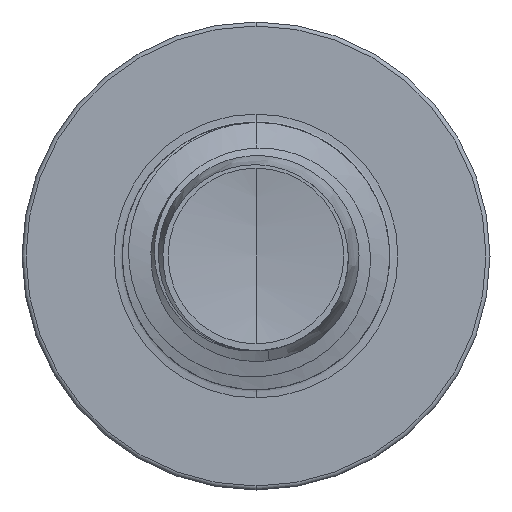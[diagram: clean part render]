
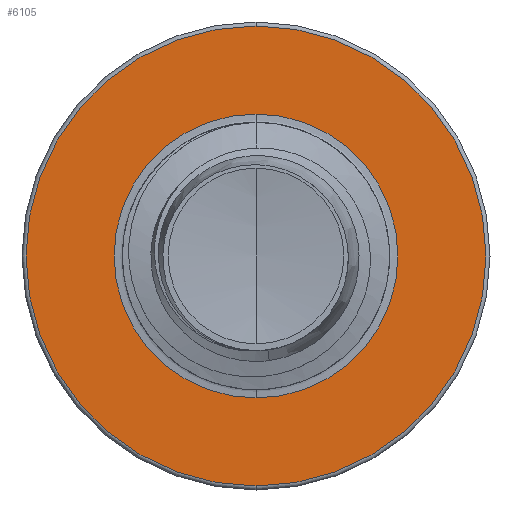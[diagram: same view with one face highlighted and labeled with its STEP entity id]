
A CAD part, front view. The second image highlights one B-rep face of the part: STEP entity #6105.
In plain terms, the highlighted planar face has unit normal (0, -1, 0).
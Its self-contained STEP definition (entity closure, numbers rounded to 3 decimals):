
#65 = DIRECTION ( 'NONE',  ( 0., 0., 1. ) ) ;
#100 = DIRECTION ( 'NONE',  ( 0., 1., 0. ) ) ;
#139 = PLANE ( 'NONE',  #11785 ) ;
#728 = CARTESIAN_POINT ( 'NONE',  ( 0., 10., -3.186 ) ) ;
#1945 = CIRCLE ( 'NONE', #13545, 5.16 ) ;
#3000 = AXIS2_PLACEMENT_3D ( 'NONE', #9585, #9576, #9554 ) ;
#4106 = EDGE_CURVE ( 'NONE', #6408, #9072, #1945, .T. ) ;
#4202 = CARTESIAN_POINT ( 'NONE',  ( 0., 10., 5.16 ) ) ;
#4266 = CIRCLE ( 'NONE', #5867, 5.16 ) ;
#4438 = DIRECTION ( 'NONE',  ( 0., 0., 1. ) ) ;
#4469 = DIRECTION ( 'NONE',  ( 0., 1., 0. ) ) ;
#4495 = CARTESIAN_POINT ( 'NONE',  ( 0., 10., 0. ) ) ;
#5867 = AXIS2_PLACEMENT_3D ( 'NONE', #9432, #9410, #9399 ) ;
#6105 = ADVANCED_FACE ( 'NONE', ( #15245, #14852 ), #139, .F. ) ;
#6408 = VERTEX_POINT ( 'NONE', #4202 ) ;
#6675 = AXIS2_PLACEMENT_3D ( 'NONE', #4495, #4469, #4438 ) ;
#8887 = EDGE_CURVE ( 'NONE', #17638, #19269, #21153, .T. ) ;
#8998 = EDGE_CURVE ( 'NONE', #9072, #6408, #4266, .T. ) ;
#9072 = VERTEX_POINT ( 'NONE', #9609 ) ;
#9399 = DIRECTION ( 'NONE',  ( 0., 0., 1. ) ) ;
#9410 = DIRECTION ( 'NONE',  ( 0., 1., 0. ) ) ;
#9432 = CARTESIAN_POINT ( 'NONE',  ( 0., 10., 0. ) ) ;
#9554 = DIRECTION ( 'NONE',  ( 0., 0., 1. ) ) ;
#9576 = DIRECTION ( 'NONE',  ( 0., 1., 0. ) ) ;
#9585 = CARTESIAN_POINT ( 'NONE',  ( 0., 10., 0. ) ) ;
#9609 = CARTESIAN_POINT ( 'NONE',  ( 0., 10., -5.16 ) ) ;
#10305 = EDGE_CURVE ( 'NONE', #19269, #17638, #10896, .T. ) ;
#10896 = CIRCLE ( 'NONE', #6675, 3.186 ) ;
#11785 = AXIS2_PLACEMENT_3D ( 'NONE', #728, #100, #65 ) ;
#12166 = ORIENTED_EDGE ( 'NONE', *, *, #4106, .F. ) ;
#12502 = ORIENTED_EDGE ( 'NONE', *, *, #8998, .F. ) ;
#12672 = ORIENTED_EDGE ( 'NONE', *, *, #8887, .T. ) ;
#12894 = ORIENTED_EDGE ( 'NONE', *, *, #10305, .T. ) ;
#12994 = CARTESIAN_POINT ( 'NONE',  ( 0., 10., 3.186 ) ) ;
#13545 = AXIS2_PLACEMENT_3D ( 'NONE', #19892, #19847, #19823 ) ;
#14852 = FACE_BOUND ( 'NONE', #17964, .T. ) ;
#15245 = FACE_OUTER_BOUND ( 'NONE', #17803, .T. ) ;
#17638 = VERTEX_POINT ( 'NONE', #12994 ) ;
#17803 = EDGE_LOOP ( 'NONE', ( #12166, #12502 ) ) ;
#17964 = EDGE_LOOP ( 'NONE', ( #12672, #12894 ) ) ;
#19269 = VERTEX_POINT ( 'NONE', #20192 ) ;
#19823 = DIRECTION ( 'NONE',  ( 0., 0., 1. ) ) ;
#19847 = DIRECTION ( 'NONE',  ( 0., 1., 0. ) ) ;
#19892 = CARTESIAN_POINT ( 'NONE',  ( 0., 10., 0. ) ) ;
#20192 = CARTESIAN_POINT ( 'NONE',  ( 0., 10., -3.186 ) ) ;
#21153 = CIRCLE ( 'NONE', #3000, 3.186 ) ;
